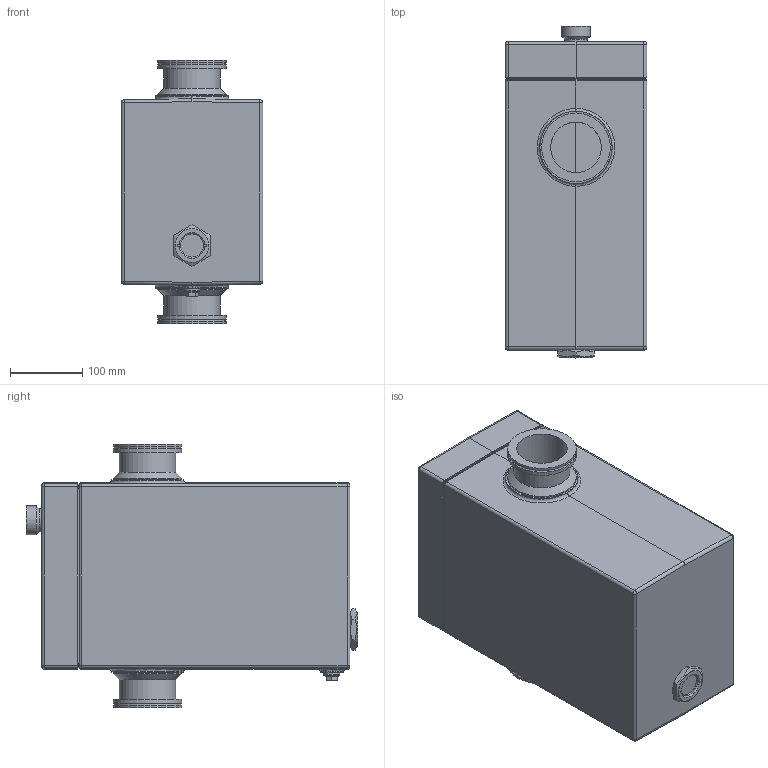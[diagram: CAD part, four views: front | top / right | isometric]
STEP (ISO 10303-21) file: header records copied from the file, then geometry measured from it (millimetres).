
FILE_DESCRIPTION((''),'2;1');
FILE_NAME('PK940038.stp','2009-03-10T10:35:45',('usleber'),(''),'Autodesk Inventor 11','Autodesk Inventor 11','');
FILE_SCHEMA(('AUTOMOTIVE_DESIGN { 1 0 10303 214 1 1 1 1 }'));
Length unit declared in the file: millimetre
Products named in the file (1): PK940038_SW
Bounding box: 196 x 459 x 365 mm (x, y, z)
Volume: 21617434.7 mm3; surface area: 558305.8 mm2
Topology: 1 solids, 8 shells, 287 faces, 640 edges, 398 vertices
Faces by surface type: plane 144, cylinder 76, bspline 33, cone 15, torus 11, sphere 8
Full cylindrical faces by diameter (mm): 2 x2, 5.8 x1, 13 x6, 16.662 x1, 17 x1, 20 x1, 22 x1, 32 x4, 33 x1, 40 x1, 40.9 x1, 70 x2, 78 x2, 80 x2, 91 x2, 95 x6, 100 x2
Entity records: 8960 total; most frequent: CARTESIAN_POINT 3097, DIRECTION 1237, ORIENTED_EDGE 1062, EDGE_CURVE 531, AXIS2_PLACEMENT_3D 481, EDGE_LOOP 405, VERTEX_POINT 366, FACE_OUTER_BOUND 287
